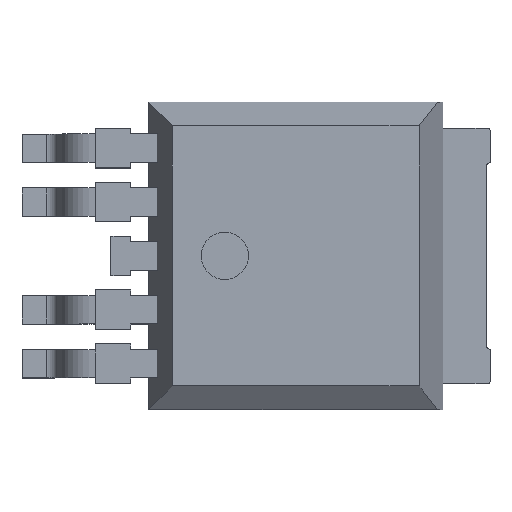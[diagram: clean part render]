
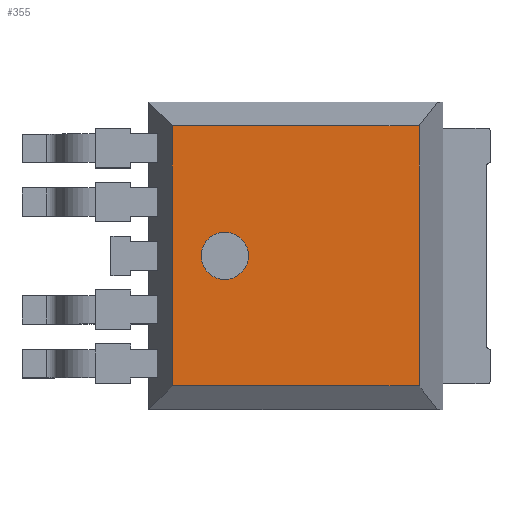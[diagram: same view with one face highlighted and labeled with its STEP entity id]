
A CAD part, top view. The second image highlights one B-rep face of the part: STEP entity #355.
In plain terms, the highlighted planar face has unit normal (0, 0, 1).
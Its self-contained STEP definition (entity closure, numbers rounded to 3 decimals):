
#204 = EDGE_CURVE('',#205,#207,#209,.T.);
#205 = VERTEX_POINT('',#206);
#206 = CARTESIAN_POINT('',(-2.61,2.75,2.32));
#207 = VERTEX_POINT('',#208);
#208 = CARTESIAN_POINT('',(-2.61,-2.75,2.32));
#209 = LINE('',#210,#211);
#210 = CARTESIAN_POINT('',(-2.61,3.25,2.32));
#211 = VECTOR('',#212,1.);
#212 = DIRECTION('',(0.,-1.,0.));
#276 = VERTEX_POINT('',#277);
#277 = CARTESIAN_POINT('',(2.61,2.75,2.32));
#283 = EDGE_CURVE('',#276,#205,#284,.T.);
#284 = LINE('',#285,#286);
#285 = CARTESIAN_POINT('',(2.61,2.75,2.32));
#286 = VECTOR('',#287,1.);
#287 = DIRECTION('',(-1.,0.,0.));
#316 = EDGE_CURVE('',#317,#276,#319,.T.);
#317 = VERTEX_POINT('',#318);
#318 = CARTESIAN_POINT('',(2.61,-2.75,2.32));
#319 = LINE('',#320,#321);
#320 = CARTESIAN_POINT('',(2.61,-3.25,2.32));
#321 = VECTOR('',#322,1.);
#322 = DIRECTION('',(0.,1.,0.));
#355 = ADVANCED_FACE('',(#356,#367),#378,.T.);
#356 = FACE_BOUND('',#357,.T.);
#357 = EDGE_LOOP('',(#358,#359,#365,#366));
#358 = ORIENTED_EDGE('',*,*,#204,.T.);
#359 = ORIENTED_EDGE('',*,*,#360,.T.);
#360 = EDGE_CURVE('',#207,#317,#361,.T.);
#361 = LINE('',#362,#363);
#362 = CARTESIAN_POINT('',(-2.61,-2.75,2.32));
#363 = VECTOR('',#364,1.);
#364 = DIRECTION('',(1.,0.,0.));
#365 = ORIENTED_EDGE('',*,*,#316,.T.);
#366 = ORIENTED_EDGE('',*,*,#283,.T.);
#367 = FACE_BOUND('',#368,.T.);
#368 = EDGE_LOOP('',(#369));
#369 = ORIENTED_EDGE('',*,*,#370,.T.);
#370 = EDGE_CURVE('',#371,#371,#373,.T.);
#371 = VERTEX_POINT('',#372);
#372 = CARTESIAN_POINT('',(-2.,0.,2.32));
#373 = CIRCLE('',#374,0.5);
#374 = AXIS2_PLACEMENT_3D('',#375,#376,#377);
#375 = CARTESIAN_POINT('',(-1.5,0.,2.32));
#376 = DIRECTION('',(0.,0.,-1.));
#377 = DIRECTION('',(-1.,0.,0.));
#378 = PLANE('',#379);
#379 = AXIS2_PLACEMENT_3D('',#380,#381,#382);
#380 = CARTESIAN_POINT('',(0.,0.,2.32));
#381 = DIRECTION('',(0.,0.,1.));
#382 = DIRECTION('',(1.,0.,0.));
